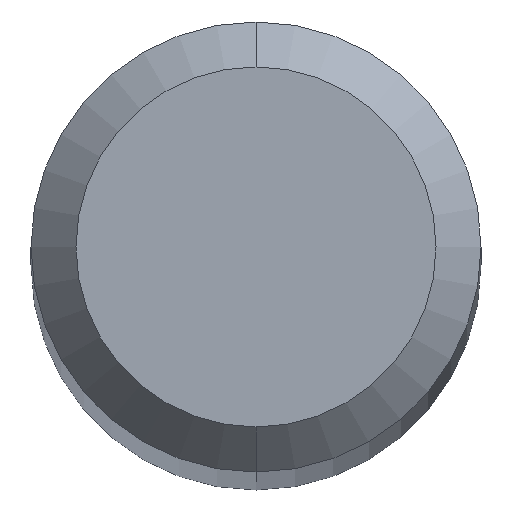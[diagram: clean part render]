
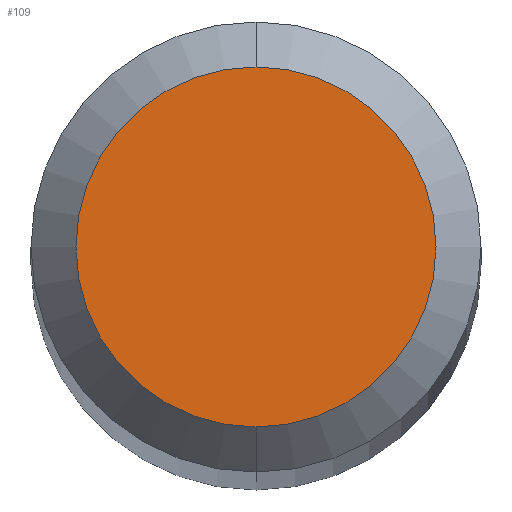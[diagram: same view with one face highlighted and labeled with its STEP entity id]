
A CAD part, top view. The second image highlights one B-rep face of the part: STEP entity #109.
In plain terms, the highlighted planar face has unit normal (0, 0, 1).
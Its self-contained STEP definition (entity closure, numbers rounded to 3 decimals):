
#5 = EDGE_CURVE ( 'NONE', #6, #29, #124, .T. ) ;
#6 = VERTEX_POINT ( 'NONE', #49 ) ;
#11 = AXIS2_PLACEMENT_3D ( 'NONE', #67, #201, #183 ) ;
#20 = CARTESIAN_POINT ( 'NONE',  ( 0., 0., 0. ) ) ;
#21 = AXIS2_PLACEMENT_3D ( 'NONE', #20, #143, #22 ) ;
#22 = DIRECTION ( 'NONE',  ( 0., 1., 0. ) ) ;
#29 = VERTEX_POINT ( 'NONE', #198 ) ;
#45 = EDGE_CURVE ( 'NONE', #29, #6, #174, .T. ) ;
#49 = CARTESIAN_POINT ( 'NONE',  ( 0., -1.219, 0. ) ) ;
#54 = EDGE_LOOP ( 'NONE', ( #208, #111 ) ) ;
#67 = CARTESIAN_POINT ( 'NONE',  ( 0., 1.524, 0. ) ) ;
#82 = FACE_OUTER_BOUND ( 'NONE', #54, .T. ) ;
#99 = DIRECTION ( 'NONE',  ( 0., 0., 1. ) ) ;
#101 = PLANE ( 'NONE',  #11 ) ;
#109 = ADVANCED_FACE ( 'NONE', ( #82 ), #101, .F. ) ;
#111 = ORIENTED_EDGE ( 'NONE', *, *, #5, .T. ) ;
#123 = AXIS2_PLACEMENT_3D ( 'NONE', #133, #99, #167 ) ;
#124 = CIRCLE ( 'NONE', #123, 1.219 ) ;
#133 = CARTESIAN_POINT ( 'NONE',  ( 0., 0., 0. ) ) ;
#143 = DIRECTION ( 'NONE',  ( 0., 0., 1. ) ) ;
#167 = DIRECTION ( 'NONE',  ( 0., 1., 0. ) ) ;
#174 = CIRCLE ( 'NONE', #21, 1.219 ) ;
#183 = DIRECTION ( 'NONE',  ( 0., 1., 0. ) ) ;
#198 = CARTESIAN_POINT ( 'NONE',  ( 0., 1.219, 0. ) ) ;
#201 = DIRECTION ( 'NONE',  ( 0., 0., -1. ) ) ;
#208 = ORIENTED_EDGE ( 'NONE', *, *, #45, .T. ) ;
